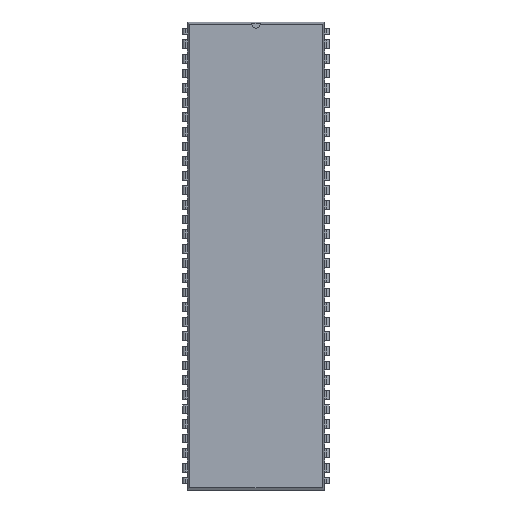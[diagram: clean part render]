
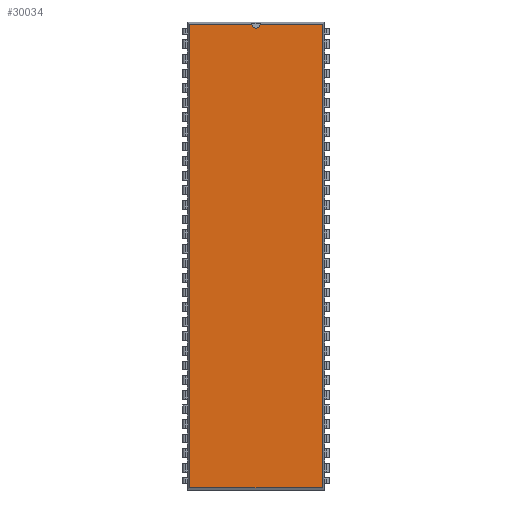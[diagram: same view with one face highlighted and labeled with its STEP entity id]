
A CAD part, top view. The second image highlights one B-rep face of the part: STEP entity #30034.
In plain terms, the highlighted planar face has unit normal (0, 0, 1).
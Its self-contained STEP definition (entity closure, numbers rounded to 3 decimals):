
#16051 = VERTEX_POINT('',#16052);
#16052 = CARTESIAN_POINT('',(24.124,0.931,3.68));
#16057 = EDGE_CURVE('',#16058,#16051,#16060,.T.);
#16058 = VERTEX_POINT('',#16059);
#16059 = CARTESIAN_POINT('',(24.124,-79.671,3.68));
#16060 = LINE('',#16061,#16062);
#16061 = CARTESIAN_POINT('',(24.124,-79.671,3.68));
#16062 = VECTOR('',#16063,1.);
#16063 = DIRECTION('',(0.,1.,0.));
#22897 = VERTEX_POINT('',#22898);
#22898 = CARTESIAN_POINT('',(1.022,0.931,3.68));
#22903 = EDGE_CURVE('',#22904,#22897,#22906,.T.);
#22904 = VERTEX_POINT('',#22905);
#22905 = CARTESIAN_POINT('',(11.827,0.931,3.68));
#22906 = LINE('',#22907,#22908);
#22907 = CARTESIAN_POINT('',(24.124,0.931,3.68));
#22908 = VECTOR('',#22909,1.);
#22909 = DIRECTION('',(-1.,0.,0.));
#22932 = VERTEX_POINT('',#22933);
#22933 = CARTESIAN_POINT('',(13.319,0.931,3.68));
#22944 = EDGE_CURVE('',#16051,#22932,#22945,.T.);
#22945 = LINE('',#22946,#22947);
#22946 = CARTESIAN_POINT('',(24.124,0.931,3.68));
#22947 = VECTOR('',#22948,1.);
#22948 = DIRECTION('',(-1.,0.,0.));
#23184 = VERTEX_POINT('',#23185);
#23185 = CARTESIAN_POINT('',(1.022,-79.671,3.68));
#23190 = EDGE_CURVE('',#22897,#23184,#23191,.T.);
#23191 = LINE('',#23192,#23193);
#23192 = CARTESIAN_POINT('',(1.022,0.931,3.68));
#23193 = VECTOR('',#23194,1.);
#23194 = DIRECTION('',(0.,-1.,0.));
#30023 = EDGE_CURVE('',#23184,#16058,#30024,.T.);
#30024 = LINE('',#30025,#30026);
#30025 = CARTESIAN_POINT('',(1.022,-79.671,3.68));
#30026 = VECTOR('',#30027,1.);
#30027 = DIRECTION('',(1.,0.,0.));
#30034 = ADVANCED_FACE('',(#30035),#30058,.F.);
#30035 = FACE_BOUND('',#30036,.F.);
#30036 = EDGE_LOOP('',(#30037,#30038,#30039,#30040,#30041,#30050,#30057)
);
#30037 = ORIENTED_EDGE('',*,*,#16057,.F.);
#30038 = ORIENTED_EDGE('',*,*,#30023,.F.);
#30039 = ORIENTED_EDGE('',*,*,#23190,.F.);
#30040 = ORIENTED_EDGE('',*,*,#22903,.F.);
#30041 = ORIENTED_EDGE('',*,*,#30042,.F.);
#30042 = EDGE_CURVE('',#30043,#22904,#30045,.T.);
#30043 = VERTEX_POINT('',#30044);
#30044 = CARTESIAN_POINT('',(12.573,0.256,3.68));
#30045 = CIRCLE('',#30046,0.75);
#30046 = AXIS2_PLACEMENT_3D('',#30047,#30048,#30049);
#30047 = CARTESIAN_POINT('',(12.573,1.006,3.68));
#30048 = DIRECTION('',(0.,0.,-1.));
#30049 = DIRECTION('',(0.,-1.,0.));
#30050 = ORIENTED_EDGE('',*,*,#30051,.F.);
#30051 = EDGE_CURVE('',#22932,#30043,#30052,.T.);
#30052 = CIRCLE('',#30053,0.75);
#30053 = AXIS2_PLACEMENT_3D('',#30054,#30055,#30056);
#30054 = CARTESIAN_POINT('',(12.573,1.006,3.68));
#30055 = DIRECTION('',(0.,0.,-1.));
#30056 = DIRECTION('',(0.,-1.,0.));
#30057 = ORIENTED_EDGE('',*,*,#22944,.F.);
#30058 = PLANE('',#30059);
#30059 = AXIS2_PLACEMENT_3D('',#30060,#30061,#30062);
#30060 = CARTESIAN_POINT('',(24.124,-79.671,3.68));
#30061 = DIRECTION('',(0.,0.,-1.));
#30062 = DIRECTION('',(-0.276,0.961,0.));
